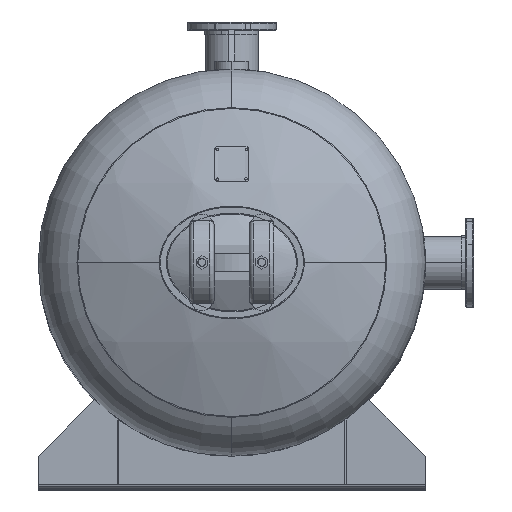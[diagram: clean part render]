
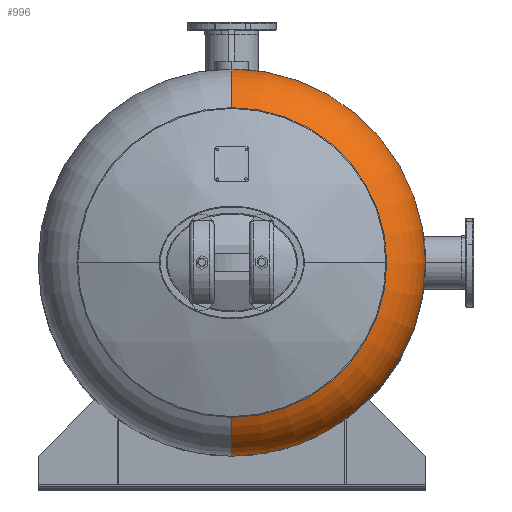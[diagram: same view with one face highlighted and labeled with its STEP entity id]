
A CAD part, top view. The second image highlights one B-rep face of the part: STEP entity #996.
In plain terms, the highlighted toroidal (fillet/blend) face has major radius 398.678 mm and minor radius 210.922 mm.
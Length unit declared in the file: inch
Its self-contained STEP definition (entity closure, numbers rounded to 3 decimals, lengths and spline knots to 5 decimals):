
#727 = EDGE_CURVE ( 'NONE', #17515, #17520, #4547, .T. ) ;
#730 = EDGE_CURVE ( 'NONE', #17516, #17513, #4549, .T. ) ;
#731 = EDGE_CURVE ( 'NONE', #17513, #17520, #4554, .T. ) ;
#732 = EDGE_CURVE ( 'NONE', #17497, #17515, #4557, .T. ) ;
#733 = EDGE_CURVE ( 'NONE', #17497, #17516, #4555, .T. ) ;
#996 = ADVANCED_FACE ( 'NONE', ( #9302 ), #15665, .T. ) ;
#1277 = ORIENTED_EDGE ( 'NONE', *, *, #730, .T. ) ;
#1278 = ORIENTED_EDGE ( 'NONE', *, *, #731, .T. ) ;
#1279 = ORIENTED_EDGE ( 'NONE', *, *, #727, .F. ) ;
#1280 = ORIENTED_EDGE ( 'NONE', *, *, #732, .F. ) ;
#1281 = ORIENTED_EDGE ( 'NONE', *, *, #733, .T. ) ;
#4547 = CIRCLE ( 'NONE', #4552, 24. ) ;
#4549 = CIRCLE ( 'NONE', #4556, 19.2 ) ;
#4552 = AXIS2_PLACEMENT_3D ( 'NONE', #5132, #5133, #5134 ) ;
#4554 = CIRCLE ( 'NONE', #4558, 8.304 ) ;
#4555 = CIRCLE ( 'NONE', #4562, 19.2 ) ;
#4556 = AXIS2_PLACEMENT_3D ( 'NONE', #5139, #5140, #5141 ) ;
#4557 = CIRCLE ( 'NONE', #4560, 8.304 ) ;
#4558 = AXIS2_PLACEMENT_3D ( 'NONE', #5142, #5143, #5144 ) ;
#4560 = AXIS2_PLACEMENT_3D ( 'NONE', #5145, #5146, #5147 ) ;
#4562 = AXIS2_PLACEMENT_3D ( 'NONE', #5150, #5151, #5152 ) ;
#5132 = CARTESIAN_POINT ( 'NONE',  ( 0., 0., 59.97033 ) ) ;
#5133 = DIRECTION ( 'NONE',  ( 0., 0., -1. ) ) ;
#5134 = DIRECTION ( 'NONE',  ( 0., 1., 0. ) ) ;
#5139 = CARTESIAN_POINT ( 'NONE',  ( 0., 0., 67.49884 ) ) ;
#5140 = DIRECTION ( 'NONE',  ( 0., 0., -1. ) ) ;
#5141 = DIRECTION ( 'NONE',  ( 0., 1., 0. ) ) ;
#5142 = CARTESIAN_POINT ( 'NONE',  ( 0., -15.696, 59.97033 ) ) ;
#5143 = DIRECTION ( 'NONE',  ( 1., 0., 0. ) ) ;
#5144 = DIRECTION ( 'NONE',  ( 0., 1., 0. ) ) ;
#5145 = CARTESIAN_POINT ( 'NONE',  ( 0., 15.696, 59.97033 ) ) ;
#5146 = DIRECTION ( 'NONE',  ( -1., 0., 0. ) ) ;
#5147 = DIRECTION ( 'NONE',  ( 0., 0., 1. ) ) ;
#5150 = CARTESIAN_POINT ( 'NONE',  ( 0., 0., 67.49884 ) ) ;
#5151 = DIRECTION ( 'NONE',  ( 0., 0., -1. ) ) ;
#5152 = DIRECTION ( 'NONE',  ( 0., 1., 0. ) ) ;
#9299 = DIRECTION ( 'NONE',  ( 0., 0., -1. ) ) ;
#9302 = FACE_OUTER_BOUND ( 'NONE', #17144, .T. ) ;
#9303 = CARTESIAN_POINT ( 'NONE',  ( 0., 0., 59.97033 ) ) ;
#9306 = DIRECTION ( 'NONE',  ( 0., 1., 0. ) ) ;
#15665 = TOROIDAL_SURFACE ( 'NONE', #15702, 15.696, 8.304 ) ;
#15702 = AXIS2_PLACEMENT_3D ( 'NONE', #9303, #9299, #9306 ) ;
#16322 = CARTESIAN_POINT ( 'NONE',  ( 0., 19.2, 67.49884 ) ) ;
#16338 = CARTESIAN_POINT ( 'NONE',  ( 0., -19.2, 67.49884 ) ) ;
#16340 = CARTESIAN_POINT ( 'NONE',  ( 0., 24., 59.97033 ) ) ;
#16341 = CARTESIAN_POINT ( 'NONE',  ( 19.2, 0., 67.49884 ) ) ;
#16345 = CARTESIAN_POINT ( 'NONE',  ( 0., -24., 59.97033 ) ) ;
#17144 = EDGE_LOOP ( 'NONE', ( #1277, #1278, #1279, #1280, #1281 ) ) ;
#17497 = VERTEX_POINT ( 'NONE', #16322 ) ;
#17513 = VERTEX_POINT ( 'NONE', #16338 ) ;
#17515 = VERTEX_POINT ( 'NONE', #16340 ) ;
#17516 = VERTEX_POINT ( 'NONE', #16341 ) ;
#17520 = VERTEX_POINT ( 'NONE', #16345 ) ;
